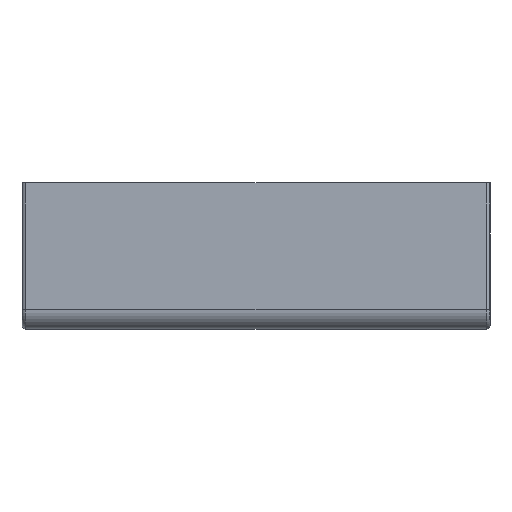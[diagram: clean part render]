
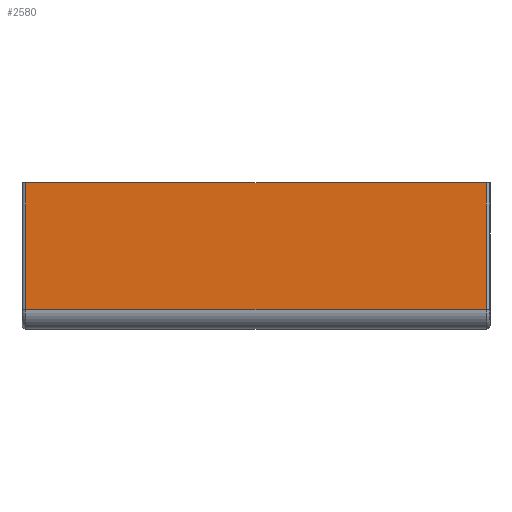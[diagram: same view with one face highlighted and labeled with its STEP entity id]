
A CAD part, front view. The second image highlights one B-rep face of the part: STEP entity #2580.
In plain terms, the highlighted planar face has unit normal (0, -1, 0).
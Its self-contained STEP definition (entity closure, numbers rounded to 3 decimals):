
#261=FACE_OUTER_BOUND('',#409,.T.);
#409=EDGE_LOOP('',(#2330,#2331,#2332,#2333));
#470=LINE('',#3655,#782);
#479=LINE('',#3704,#791);
#578=LINE('',#3929,#890);
#721=LINE('',#4233,#1033);
#782=VECTOR('',#2957,10.);
#791=VECTOR('',#3018,10.);
#890=VECTOR('',#3197,10.);
#1033=VECTOR('',#3496,10.);
#1079=VERTEX_POINT('',#3648);
#1082=VERTEX_POINT('',#3653);
#1094=VERTEX_POINT('',#3696);
#1096=VERTEX_POINT('',#3702);
#1332=EDGE_CURVE('',#1082,#1079,#470,.T.);
#1357=EDGE_CURVE('',#1096,#1094,#479,.T.);
#1469=EDGE_CURVE('',#1094,#1082,#578,.T.);
#1621=EDGE_CURVE('',#1079,#1096,#721,.T.);
#2330=ORIENTED_EDGE('',*,*,#1332,.F.);
#2331=ORIENTED_EDGE('',*,*,#1469,.F.);
#2332=ORIENTED_EDGE('',*,*,#1357,.F.);
#2333=ORIENTED_EDGE('',*,*,#1621,.F.);
#2445=PLANE('',#2814);
#2580=ADVANCED_FACE('',(#261),#2445,.T.);
#2814=AXIS2_PLACEMENT_3D('',#4234,#3497,#3498);
#2957=DIRECTION('',(0.,0.,1.));
#3018=DIRECTION('',(0.,0.,-1.));
#3197=DIRECTION('',(-1.,0.,0.));
#3496=DIRECTION('',(1.,0.,0.));
#3497=DIRECTION('center_axis',(0.,-1.,0.));
#3498=DIRECTION('ref_axis',(1.,0.,0.));
#3648=CARTESIAN_POINT('',(-59.,-78.3,37.5));
#3653=CARTESIAN_POINT('',(-59.,-78.3,5.));
#3655=CARTESIAN_POINT('',(-59.,-78.3,0.));
#3696=CARTESIAN_POINT('',(59.,-78.3,5.));
#3702=CARTESIAN_POINT('',(59.,-78.3,37.5));
#3704=CARTESIAN_POINT('',(59.,-78.3,0.));
#3929=CARTESIAN_POINT('',(-30.,-78.3,5.));
#4233=CARTESIAN_POINT('',(-60.,-78.3,37.5));
#4234=CARTESIAN_POINT('Origin',(-60.,-78.3,0.));
